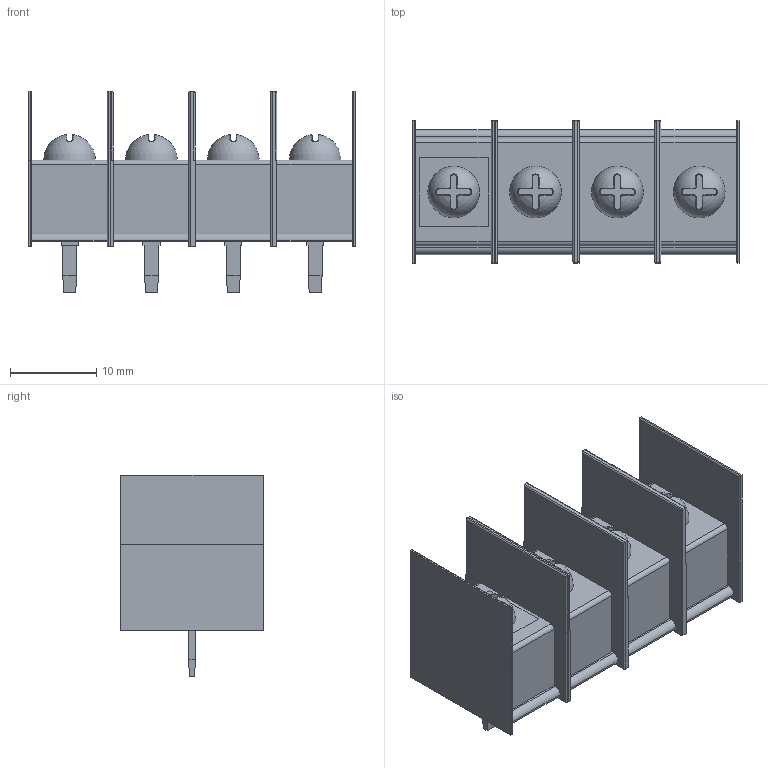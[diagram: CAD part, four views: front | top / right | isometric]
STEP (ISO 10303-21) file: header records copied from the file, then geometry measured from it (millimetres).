
FILE_DESCRIPTION(/* description */ ('STEP AP203'),/* implementation_level */ '2;1');
FILE_NAME(/* name */ 'User Library-KF45_A 4 part.stp',/* time_stamp */ '2023-04-17T11:15:04+05:00',/* author */ ('NGP'),/* organization */ (''),/* preprocessor_version */ 'ST-DEVELOPER v18',/* originating_system */ 'Autodesk Inventor 2020',/* authorisation */ '');
FILE_SCHEMA (('AUTOMOTIVE_DESIGN { 1 0 10303 214 3 1 1 }'));
Length unit declared in the file: millimetre
Products named in the file (1): User Library-KF45_A 4 part
Bounding box: 38 x 16.5 x 23.4 mm (x, y, z)
Volume: 3366.6 mm3; surface area: 6827.8 mm2
Topology: 9 solids, 9 shells, 440 faces, 1106 edges, 696 vertices
Faces by surface type: plane 251, cylinder 89, torus 48, bspline 48, sphere 4
Entity records: 16299 total; most frequent: CARTESIAN_POINT 5683, ORIENTED_EDGE 2212, DIRECTION 2118, EDGE_CURVE 1106, AXIS2_PLACEMENT_3D 715, VERTEX_POINT 696, LINE 688, VECTOR 688
